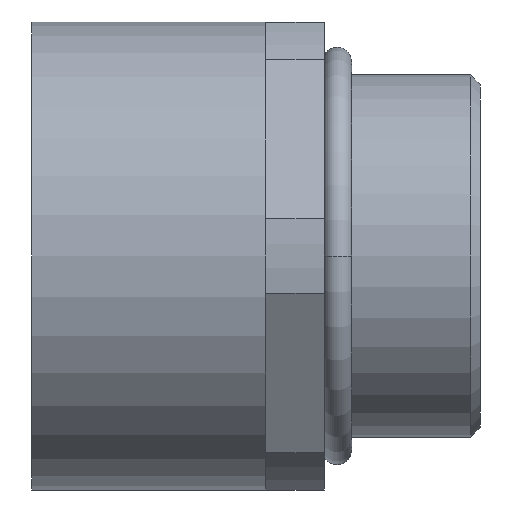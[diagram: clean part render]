
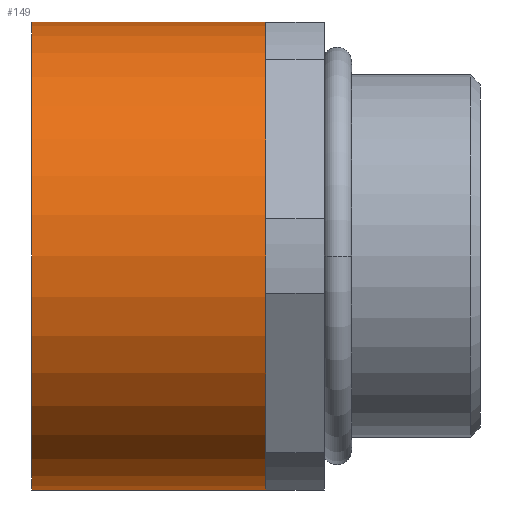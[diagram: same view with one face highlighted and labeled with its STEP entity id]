
A CAD part, left-side view. The second image highlights one B-rep face of the part: STEP entity #149.
In plain terms, the highlighted cylindrical face has radius 12 mm (diameter 24 mm), a partial arc.
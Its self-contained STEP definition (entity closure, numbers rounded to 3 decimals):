
#3 = CIRCLE ( 'NONE', #1176, 12. ) ;
#5 = CIRCLE ( 'NONE', #1182, 12. ) ;
#10 = CIRCLE ( 'NONE', #1190, 12. ) ;
#31 = EDGE_CURVE ( 'NONE', #1035, #1034, #773, .T. ) ;
#34 = EDGE_CURVE ( 'NONE', #1032, #1033, #764, .T. ) ;
#90 = EDGE_CURVE ( 'NONE', #1061, #1035, #10, .T. ) ;
#97 = EDGE_CURVE ( 'NONE', #1069, #1061, #5, .T. ) ;
#101 = EDGE_CURVE ( 'NONE', #1032, #1069, #3, .T. ) ;
#123 = EDGE_CURVE ( 'NONE', #1033, #1034, #1092, .T. ) ;
#149 = ADVANCED_FACE ( 'NONE', ( #268 ), #265, .T. ) ;
#264 = AXIS2_PLACEMENT_3D ( 'NONE', #455, #453, #450 ) ;
#265 = CYLINDRICAL_SURFACE ( 'NONE', #264, 12. ) ;
#268 = FACE_OUTER_BOUND ( 'NONE', #1012, .T. ) ;
#295 = CARTESIAN_POINT ( 'NONE',  ( -10.392, -1., 6. ) ) ;
#321 = CARTESIAN_POINT ( 'NONE',  ( 0., -1., 12. ) ) ;
#322 = CARTESIAN_POINT ( 'NONE',  ( 0., 11., 12. ) ) ;
#323 = CARTESIAN_POINT ( 'NONE',  ( 0., 11., -12. ) ) ;
#326 = CARTESIAN_POINT ( 'NONE',  ( 0., -1., -12. ) ) ;
#450 = DIRECTION ( 'NONE',  ( 0., 0., 1. ) ) ;
#453 = DIRECTION ( 'NONE',  ( 0., 1., 0. ) ) ;
#455 = CARTESIAN_POINT ( 'NONE',  ( 0., 12.783, 0. ) ) ;
#484 = CARTESIAN_POINT ( 'NONE',  ( -10.392, -1., -6. ) ) ;
#549 = DIRECTION ( 'NONE',  ( 0., 0., 1. ) ) ;
#550 = DIRECTION ( 'NONE',  ( 0., 1., 0. ) ) ;
#562 = CARTESIAN_POINT ( 'NONE',  ( 0., 11., 0. ) ) ;
#619 = DIRECTION ( 'NONE',  ( 0., 0., 1. ) ) ;
#620 = DIRECTION ( 'NONE',  ( 0., 1., 0. ) ) ;
#621 = CARTESIAN_POINT ( 'NONE',  ( 0., -1., 0. ) ) ;
#631 = DIRECTION ( 'NONE',  ( 0., 0., 1. ) ) ;
#632 = DIRECTION ( 'NONE',  ( 0., 1., 0. ) ) ;
#633 = CARTESIAN_POINT ( 'NONE',  ( 0., -1., 0. ) ) ;
#652 = DIRECTION ( 'NONE',  ( 0., 0., 1. ) ) ;
#653 = DIRECTION ( 'NONE',  ( 0., 1., 0. ) ) ;
#660 = CARTESIAN_POINT ( 'NONE',  ( 0., -1., 0. ) ) ;
#762 = DIRECTION ( 'NONE',  ( 0., 1., 0. ) ) ;
#763 = CARTESIAN_POINT ( 'NONE',  ( 0., 12.783, -12. ) ) ;
#764 = LINE ( 'NONE', #763, #1177 ) ;
#771 = DIRECTION ( 'NONE',  ( 0., 1., 0. ) ) ;
#772 = CARTESIAN_POINT ( 'NONE',  ( 0., 12.783, 12. ) ) ;
#773 = LINE ( 'NONE', #772, #1193 ) ;
#922 = ORIENTED_EDGE ( 'NONE', *, *, #123, .F. ) ;
#923 = ORIENTED_EDGE ( 'NONE', *, *, #31, .T. ) ;
#924 = ORIENTED_EDGE ( 'NONE', *, *, #97, .T. ) ;
#925 = ORIENTED_EDGE ( 'NONE', *, *, #101, .T. ) ;
#926 = ORIENTED_EDGE ( 'NONE', *, *, #34, .F. ) ;
#931 = ORIENTED_EDGE ( 'NONE', *, *, #90, .T. ) ;
#1012 = EDGE_LOOP ( 'NONE', ( #926, #925, #924, #931, #923, #922 ) ) ;
#1032 = VERTEX_POINT ( 'NONE', #326 ) ;
#1033 = VERTEX_POINT ( 'NONE', #323 ) ;
#1034 = VERTEX_POINT ( 'NONE', #322 ) ;
#1035 = VERTEX_POINT ( 'NONE', #321 ) ;
#1061 = VERTEX_POINT ( 'NONE', #295 ) ;
#1069 = VERTEX_POINT ( 'NONE', #484 ) ;
#1092 = CIRCLE ( 'NONE', #1149, 12. ) ;
#1149 = AXIS2_PLACEMENT_3D ( 'NONE', #562, #550, #549 ) ;
#1176 = AXIS2_PLACEMENT_3D ( 'NONE', #621, #620, #619 ) ;
#1177 = VECTOR ( 'NONE', #762, 1000. ) ;
#1182 = AXIS2_PLACEMENT_3D ( 'NONE', #633, #632, #631 ) ;
#1190 = AXIS2_PLACEMENT_3D ( 'NONE', #660, #653, #652 ) ;
#1193 = VECTOR ( 'NONE', #771, 1000. ) ;
